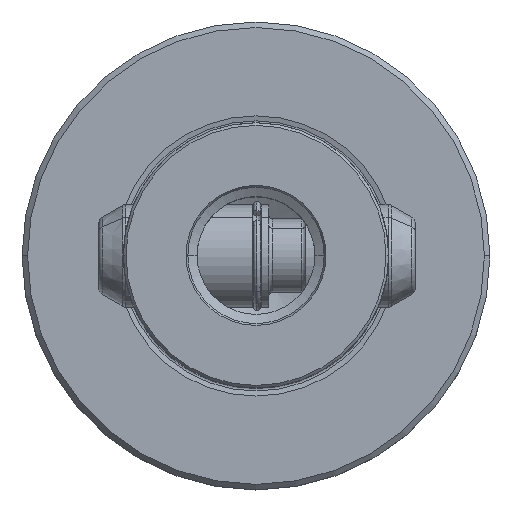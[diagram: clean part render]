
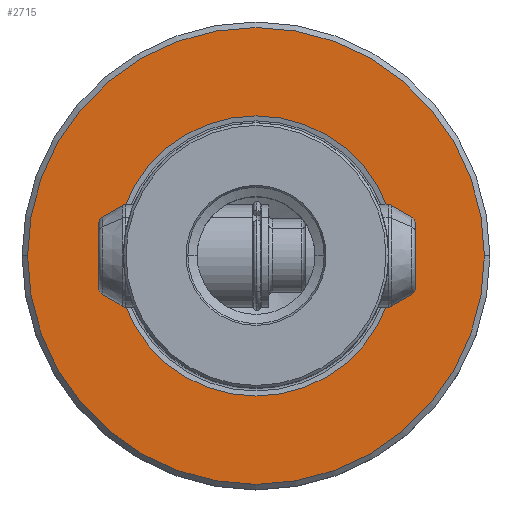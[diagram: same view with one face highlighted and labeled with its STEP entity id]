
A CAD part, top view. The second image highlights one B-rep face of the part: STEP entity #2715.
In plain terms, the highlighted planar face has unit normal (0, 0, 1).
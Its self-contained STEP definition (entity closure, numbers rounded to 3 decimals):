
#2381=VERTEX_POINT('NONE',#6111);
#2521=EDGE_CURVE('NONE',#4945,#4327,#6264,.T.);
#2715=ADVANCED_FACE('NONE',(#6478,#6479),#6480,.T.);
#3517=EDGE_CURVE('NONE',#4327,#4945,#7373,.F.);
#3867=EDGE_CURVE('NONE',#4775,#2381,#7769,.T.);
#4327=VERTEX_POINT('NONE',#8282);
#4775=VERTEX_POINT('NONE',#8775);
#4945=VERTEX_POINT('NONE',#8956);
#5287=EDGE_CURVE('NONE',#2381,#4775,#9327,.T.);
#6111=CARTESIAN_POINT('',(31.0,0.,0.0));
#6264=CIRCLE('',#17349,19.012);
#6478=FACE_OUTER_BOUND('',#18998,.T.);
#6479=FACE_BOUND('',#18999,.T.);
#6480=PLANE('',#19000);
#7373=CIRCLE('',#32052,19.012);
#7769=CIRCLE('',#38697,31.0);
#8282=CARTESIAN_POINT('',(-19.012,0.,0.0));
#8775=CARTESIAN_POINT('',(-31.0,0.,0.0));
#8956=CARTESIAN_POINT('',(19.012,0.,0.0));
#9327=CIRCLE('',#71306,31.0);
#17349=AXIS2_PLACEMENT_3D('',#76247,#76248,#76249);
#18998=EDGE_LOOP('',(#76506,#76507));
#18999=EDGE_LOOP('',(#76508,#76509));
#19000=AXIS2_PLACEMENT_3D('',#76510,#76511,#76512);
#32052=AXIS2_PLACEMENT_3D('',#77594,#77595,#77596);
#38697=AXIS2_PLACEMENT_3D('',#78091,#78092,#78093);
#71306=AXIS2_PLACEMENT_3D('',#79790,#79791,#79792);
#76247=CARTESIAN_POINT('',(0.0,0.0,0.0));
#76248=DIRECTION('',(-0.0,0.0,1.0));
#76249=DIRECTION('',(1.0,0.,0.0));
#76506=ORIENTED_EDGE('',*,*,#3867,.F.);
#76507=ORIENTED_EDGE('',*,*,#5287,.F.);
#76508=ORIENTED_EDGE('',*,*,#2521,.F.);
#76509=ORIENTED_EDGE('',*,*,#3517,.F.);
#76510=CARTESIAN_POINT('',(-18.0,0.0,0.0));
#76511=DIRECTION('',(-0.0,0.0,1.0));
#76512=DIRECTION('',(0.0,1.0,0.0));
#77594=CARTESIAN_POINT('',(0.0,0.0,0.0));
#77595=DIRECTION('',(0.0,0.0,-1.0));
#77596=DIRECTION('',(1.0,0.,0.0));
#78091=CARTESIAN_POINT('',(0.0,0.0,0.0));
#78092=DIRECTION('',(0.0,0.0,-1.0));
#78093=DIRECTION('',(-1.0,0.,0.0));
#79790=CARTESIAN_POINT('',(0.0,0.0,0.0));
#79791=DIRECTION('',(0.0,0.0,-1.0));
#79792=DIRECTION('',(-1.0,0.,0.0));
